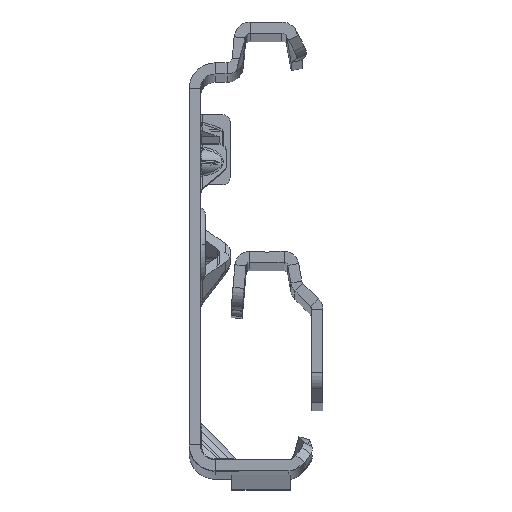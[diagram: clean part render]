
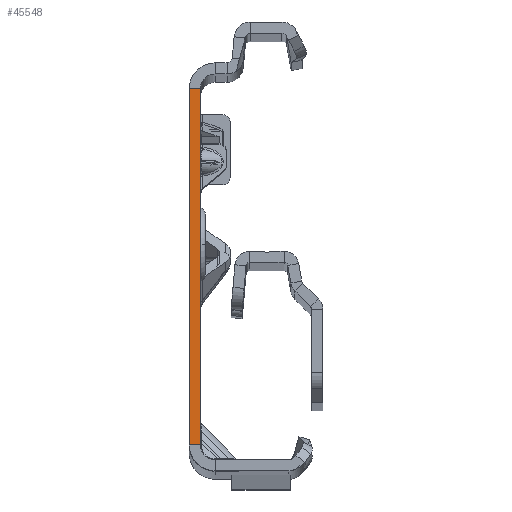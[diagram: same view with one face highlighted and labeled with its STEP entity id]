
A CAD part, top view. The second image highlights one B-rep face of the part: STEP entity #45548.
In plain terms, the highlighted planar face has unit normal (0, 0, 1).
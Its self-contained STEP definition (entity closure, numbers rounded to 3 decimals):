
#9215 = CARTESIAN_POINT ( 'NONE',  ( -1.5, -27.865, 0. ) ) ;
#9467 = LINE ( 'NONE', #9215, #27599 ) ;
#9723 = LINE ( 'NONE', #48028, #47890 ) ;
#10559 = PLANE ( 'NONE',  #14994 ) ;
#11743 = DIRECTION ( 'NONE',  ( 0., -1., 0. ) ) ;
#12202 = LINE ( 'NONE', #28364, #51748 ) ;
#14994 = AXIS2_PLACEMENT_3D ( 'NONE', #17730, #27513, #52745 ) ;
#15328 = CARTESIAN_POINT ( 'NONE',  ( 0., -27.865, 0. ) ) ;
#17730 = CARTESIAN_POINT ( 'NONE',  ( -1.5, -27.865, 0. ) ) ;
#18281 = FACE_OUTER_BOUND ( 'NONE', #25514, .T. ) ;
#18336 = VERTEX_POINT ( 'NONE', #46265 ) ;
#22659 = EDGE_CURVE ( 'NONE', #18336, #44938, #36468, .T. ) ;
#23096 = CARTESIAN_POINT ( 'NONE',  ( -1.5, 22.135, 0. ) ) ;
#23341 = EDGE_CURVE ( 'NONE', #18336, #36566, #12202, .T. ) ;
#24204 = VECTOR ( 'NONE', #11743, 1000. ) ;
#25514 = EDGE_LOOP ( 'NONE', ( #54225, #42046, #30189, #26497 ) ) ;
#26497 = ORIENTED_EDGE ( 'NONE', *, *, #44594, .F. ) ;
#27314 = CARTESIAN_POINT ( 'NONE',  ( -1.5, -25.865, 0. ) ) ;
#27513 = DIRECTION ( 'NONE',  ( 0., 0., 1. ) ) ;
#27599 = VECTOR ( 'NONE', #43331, 1000. ) ;
#28364 = CARTESIAN_POINT ( 'NONE',  ( 0., 22.135, 0. ) ) ;
#30189 = ORIENTED_EDGE ( 'NONE', *, *, #31289, .T. ) ;
#31289 = EDGE_CURVE ( 'NONE', #36566, #50541, #9467, .T. ) ;
#36468 = LINE ( 'NONE', #15328, #24204 ) ;
#36566 = VERTEX_POINT ( 'NONE', #23096 ) ;
#41899 = CARTESIAN_POINT ( 'NONE',  ( 0., -25.865, 0. ) ) ;
#42046 = ORIENTED_EDGE ( 'NONE', *, *, #23341, .T. ) ;
#43331 = DIRECTION ( 'NONE',  ( 0., -1., 0. ) ) ;
#43882 = DIRECTION ( 'NONE',  ( -1., 0., 0. ) ) ;
#44594 = EDGE_CURVE ( 'NONE', #44938, #50541, #9723, .T. ) ;
#44938 = VERTEX_POINT ( 'NONE', #41899 ) ;
#45286 = DIRECTION ( 'NONE',  ( -1., 0., 0. ) ) ;
#45548 = ADVANCED_FACE ( 'NONE', ( #18281 ), #10559, .T. ) ;
#46265 = CARTESIAN_POINT ( 'NONE',  ( 0., 22.135, 0. ) ) ;
#47890 = VECTOR ( 'NONE', #43882, 1000. ) ;
#48028 = CARTESIAN_POINT ( 'NONE',  ( 0., -25.865, 0. ) ) ;
#50541 = VERTEX_POINT ( 'NONE', #27314 ) ;
#51748 = VECTOR ( 'NONE', #45286, 1000. ) ;
#52745 = DIRECTION ( 'NONE',  ( 1., 0., 0. ) ) ;
#54225 = ORIENTED_EDGE ( 'NONE', *, *, #22659, .F. ) ;
